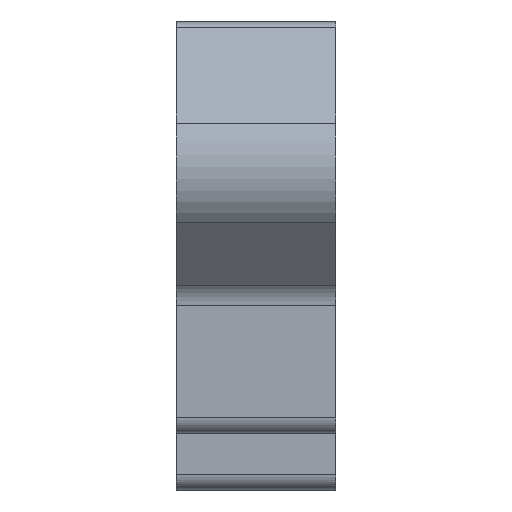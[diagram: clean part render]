
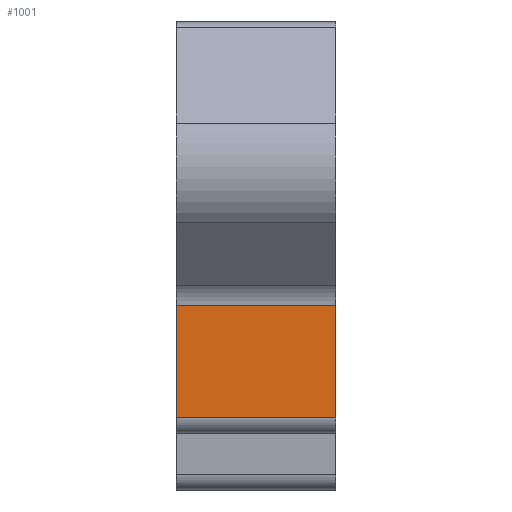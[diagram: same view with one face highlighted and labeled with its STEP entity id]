
A CAD part, front view. The second image highlights one B-rep face of the part: STEP entity #1001.
In plain terms, the highlighted planar face has unit normal (0, -1, 0).
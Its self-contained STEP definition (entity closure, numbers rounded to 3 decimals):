
#974=AXIS2_PLACEMENT_3D('Plane Axis2P3D',#971,#972,#973) ;
#949=CARTESIAN_POINT('Vertex',(5.1,2.502,2.306)) ;
#952=CARTESIAN_POINT('Line Origine',(2.55,2.502,2.306)) ;
#956=CARTESIAN_POINT('Vertex',(0.,2.502,2.306)) ;
#971=CARTESIAN_POINT('Axis2P3D Location',(0.,2.502,2.306)) ;
#976=CARTESIAN_POINT('Line Origine',(5.1,2.502,4.098)) ;
#980=CARTESIAN_POINT('Vertex',(5.1,2.502,5.89)) ;
#983=CARTESIAN_POINT('Line Origine',(2.55,2.502,5.89)) ;
#987=CARTESIAN_POINT('Vertex',(0.,2.502,5.89)) ;
#990=CARTESIAN_POINT('Line Origine',(0.,2.502,4.098)) ;
#953=DIRECTION('Vector Direction',(-1.,0.,0.)) ;
#972=DIRECTION('Axis2P3D Direction',(0.,-1.,0.)) ;
#973=DIRECTION('Axis2P3D XDirection',(0.,0.,1.)) ;
#977=DIRECTION('Vector Direction',(0.,0.,1.)) ;
#984=DIRECTION('Vector Direction',(-1.,0.,0.)) ;
#991=DIRECTION('Vector Direction',(0.,0.,1.)) ;
#954=VECTOR('Line Direction',#953,1.) ;
#978=VECTOR('Line Direction',#977,1.) ;
#985=VECTOR('Line Direction',#984,1.) ;
#992=VECTOR('Line Direction',#991,1.) ;
#996=ORIENTED_EDGE('',*,*,#958,.F.) ;
#997=ORIENTED_EDGE('',*,*,#982,.T.) ;
#998=ORIENTED_EDGE('',*,*,#989,.T.) ;
#999=ORIENTED_EDGE('',*,*,#994,.F.) ;
#1001=ADVANCED_FACE('MOFU',(#1000),#975,.T.) ;
#958=EDGE_CURVE('',#950,#957,#955,.T.) ;
#982=EDGE_CURVE('',#950,#981,#979,.T.) ;
#989=EDGE_CURVE('',#981,#988,#986,.T.) ;
#994=EDGE_CURVE('',#957,#988,#993,.T.) ;
#995=EDGE_LOOP('',(#996,#997,#998,#999)) ;
#1000=FACE_OUTER_BOUND('',#995,.T.) ;
#955=LINE('Line',#952,#954) ;
#979=LINE('Line',#976,#978) ;
#986=LINE('Line',#983,#985) ;
#993=LINE('Line',#990,#992) ;
#975=PLANE('',#974) ;
#950=VERTEX_POINT('',#949) ;
#957=VERTEX_POINT('',#956) ;
#981=VERTEX_POINT('',#980) ;
#988=VERTEX_POINT('',#987) ;
